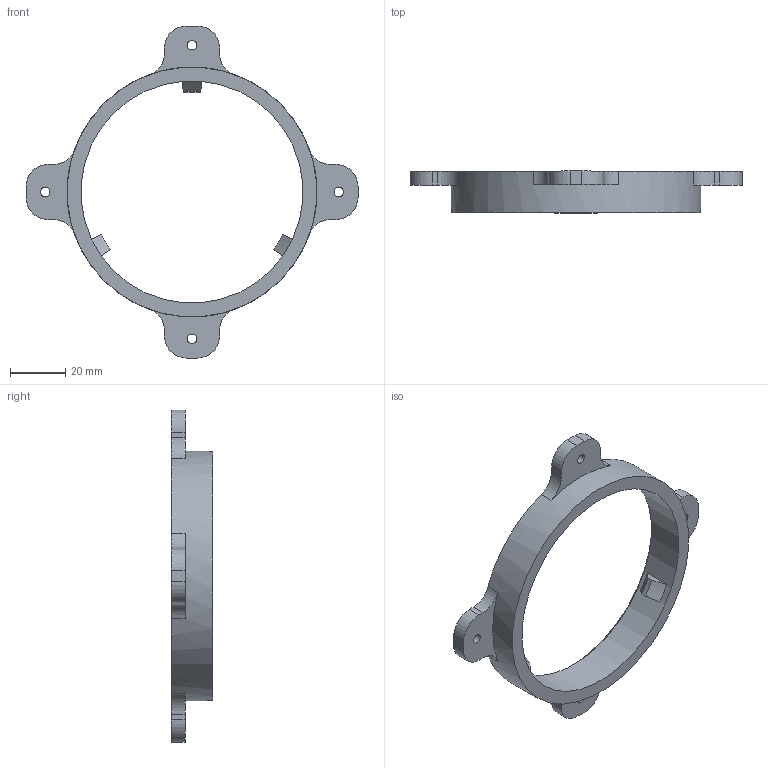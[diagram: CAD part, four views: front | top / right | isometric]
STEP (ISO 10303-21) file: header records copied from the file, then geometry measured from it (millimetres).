
FILE_DESCRIPTION(/* description */ (''),/* implementation_level */ '2;1');
FILE_NAME(/* name */ 'Основание бутылки.stp',/* time_stamp */ '2025-02-10T20:47:03+03:00',/* author */ ('User'),/* organization */ (''),/* preprocessor_version */ 'ST-DEVELOPER v18.1',/* originating_system */ 'Autodesk Inventor 2022',/* authorisation */ '');
FILE_SCHEMA (('AUTOMOTIVE_DESIGN { 1 0 10303 214 3 1 1 }'));
Length unit declared in the file: millimetre
Products named in the file (1): Основание бутылки
Bounding box: 120 x 15 x 120 mm (x, y, z)
Volume: 25941.5 mm3; surface area: 13628 mm2
Topology: 1 solids, 1 shells, 60 faces, 160 edges, 105 vertices
Faces by surface type: cylinder 25, plane 24, cone 11
Full cylindrical faces by diameter (mm): 3.4 x4, 80.3 x1, 90.3 x1
Entity records: 1974 total; most frequent: DIRECTION 351, CARTESIAN_POINT 327, ORIENTED_EDGE 320, EDGE_CURVE 160, AXIS2_PLACEMENT_3D 130, VERTEX_POINT 105, LINE 91, VECTOR 91
